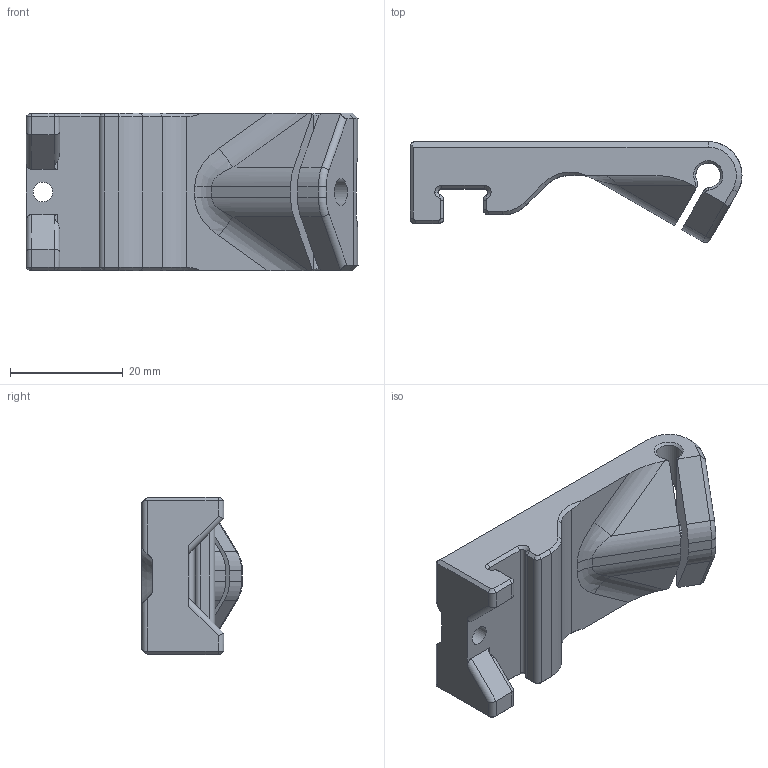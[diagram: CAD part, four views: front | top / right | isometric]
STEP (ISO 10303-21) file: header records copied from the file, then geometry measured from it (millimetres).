
FILE_DESCRIPTION(/* description */ (''),/* implementation_level */ '2;1');
FILE_NAME(/* name */ 'PTFE_Retainer.step',/* time_stamp */ '2024-04-02T16:28:09-07:00',/* author */ (''),/* organization */ (''),/* preprocessor_version */ 'ST-DEVELOPER v20',/* originating_system */ 'Autodesk Translation Framework v12.20.1.177',/* authorisation */ '');
FILE_SCHEMA (('AUTOMOTIVE_DESIGN { 1 0 10303 214 3 1 1 }'));
Length unit declared in the file: millimetre
Products named in the file (1): PTFE_Holder
Bounding box: 59 x 17.9 x 28 mm (x, y, z)
Volume: 14022.3 mm3; surface area: 6066 mm2
Topology: 1 solids, 1 shells, 151 faces, 365 edges, 217 vertices
Faces by surface type: plane 55, cylinder 50, cone 29, bspline 15, torus 2
Full cylindrical faces by diameter (mm): 3.5 x3, 4.7 x1, 6 x1
Entity records: 4866 total; most frequent: CARTESIAN_POINT 1305, DIRECTION 756, ORIENTED_EDGE 730, EDGE_CURVE 365, AXIS2_PLACEMENT_3D 274, VERTEX_POINT 217, LINE 208, VECTOR 208
